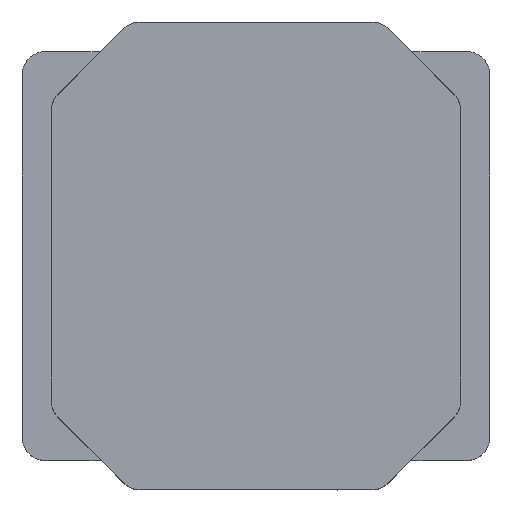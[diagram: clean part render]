
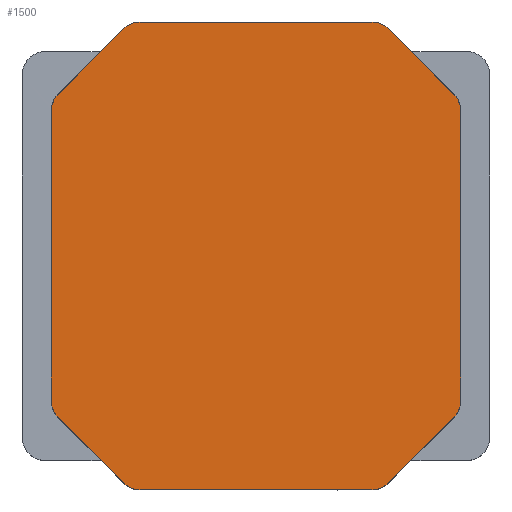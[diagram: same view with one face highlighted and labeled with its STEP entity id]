
A CAD part, top view. The second image highlights one B-rep face of the part: STEP entity #1500.
In plain terms, the highlighted face is planar.
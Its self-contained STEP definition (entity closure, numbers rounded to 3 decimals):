
#111=FACE_OUTER_BOUND('',#191,.T.);
#191=EDGE_LOOP('',(#1110,#1111,#1112,#1113,#1114,#1115,#1116,#1117,#1118,
#1119,#1120,#1121,#1122,#1123,#1124,#1125));
#284=CIRCLE('',#1626,0.2);
#285=CIRCLE('',#1627,0.2);
#286=CIRCLE('',#1628,0.2);
#287=CIRCLE('',#1629,0.2);
#288=CIRCLE('',#1630,0.2);
#289=CIRCLE('',#1631,0.2);
#290=CIRCLE('',#1632,0.2);
#291=CIRCLE('',#1633,0.2);
#359=LINE('',#2890,#493);
#362=LINE('',#2896,#496);
#365=LINE('',#2902,#499);
#367=LINE('',#2907,#501);
#371=LINE('',#2914,#505);
#374=LINE('',#2920,#508);
#377=LINE('',#2926,#511);
#380=LINE('',#2932,#514);
#493=VECTOR('',#1850,1000.);
#496=VECTOR('',#1855,1000.);
#499=VECTOR('',#1860,1000.);
#501=VECTOR('',#1864,1000.);
#505=VECTOR('',#1870,1000.);
#508=VECTOR('',#1875,1000.);
#511=VECTOR('',#1880,1000.);
#514=VECTOR('',#1885,1000.);
#656=VERTEX_POINT('',#2887);
#657=VERTEX_POINT('',#2889);
#658=VERTEX_POINT('',#2893);
#659=VERTEX_POINT('',#2895);
#660=VERTEX_POINT('',#2899);
#661=VERTEX_POINT('',#2901);
#662=VERTEX_POINT('',#2905);
#663=VERTEX_POINT('',#2906);
#664=VERTEX_POINT('',#2911);
#665=VERTEX_POINT('',#2913);
#666=VERTEX_POINT('',#2917);
#667=VERTEX_POINT('',#2919);
#668=VERTEX_POINT('',#2923);
#669=VERTEX_POINT('',#2925);
#670=VERTEX_POINT('',#2929);
#671=VERTEX_POINT('',#2931);
#827=EDGE_CURVE('',#657,#656,#359,.T.);
#830=EDGE_CURVE('',#659,#658,#362,.T.);
#833=EDGE_CURVE('',#661,#660,#365,.T.);
#835=EDGE_CURVE('',#662,#663,#367,.T.);
#839=EDGE_CURVE('',#665,#664,#371,.T.);
#842=EDGE_CURVE('',#667,#666,#374,.T.);
#845=EDGE_CURVE('',#669,#668,#377,.T.);
#848=EDGE_CURVE('',#671,#670,#380,.T.);
#850=EDGE_CURVE('',#660,#662,#284,.T.);
#851=EDGE_CURVE('',#663,#665,#285,.T.);
#852=EDGE_CURVE('',#664,#667,#286,.T.);
#853=EDGE_CURVE('',#666,#669,#287,.T.);
#854=EDGE_CURVE('',#668,#671,#288,.T.);
#855=EDGE_CURVE('',#670,#657,#289,.T.);
#856=EDGE_CURVE('',#656,#659,#290,.T.);
#857=EDGE_CURVE('',#658,#661,#291,.T.);
#1110=ORIENTED_EDGE('',*,*,#833,.T.);
#1111=ORIENTED_EDGE('',*,*,#850,.T.);
#1112=ORIENTED_EDGE('',*,*,#835,.T.);
#1113=ORIENTED_EDGE('',*,*,#851,.T.);
#1114=ORIENTED_EDGE('',*,*,#839,.T.);
#1115=ORIENTED_EDGE('',*,*,#852,.T.);
#1116=ORIENTED_EDGE('',*,*,#842,.T.);
#1117=ORIENTED_EDGE('',*,*,#853,.T.);
#1118=ORIENTED_EDGE('',*,*,#845,.T.);
#1119=ORIENTED_EDGE('',*,*,#854,.T.);
#1120=ORIENTED_EDGE('',*,*,#848,.T.);
#1121=ORIENTED_EDGE('',*,*,#855,.T.);
#1122=ORIENTED_EDGE('',*,*,#827,.T.);
#1123=ORIENTED_EDGE('',*,*,#856,.T.);
#1124=ORIENTED_EDGE('',*,*,#830,.T.);
#1125=ORIENTED_EDGE('',*,*,#857,.T.);
#1389=PLANE('',#1625);
#1500=ADVANCED_FACE('',(#111),#1389,.F.);
#1625=AXIS2_PLACEMENT_3D('',#2934,#1887,#1888);
#1626=AXIS2_PLACEMENT_3D('',#2935,#1889,#1890);
#1627=AXIS2_PLACEMENT_3D('',#2936,#1891,#1892);
#1628=AXIS2_PLACEMENT_3D('',#2937,#1893,#1894);
#1629=AXIS2_PLACEMENT_3D('',#2938,#1895,#1896);
#1630=AXIS2_PLACEMENT_3D('',#2939,#1897,#1898);
#1631=AXIS2_PLACEMENT_3D('',#2940,#1899,#1900);
#1632=AXIS2_PLACEMENT_3D('',#2941,#1901,#1902);
#1633=AXIS2_PLACEMENT_3D('',#2942,#1903,#1904);
#1850=DIRECTION('',(-0.707,0.,0.707));
#1855=DIRECTION('',(0.,0.,1.));
#1860=DIRECTION('',(0.707,0.,0.707));
#1864=DIRECTION('',(1.,0.,0.));
#1870=DIRECTION('',(0.707,0.,-0.707));
#1875=DIRECTION('',(0.,0.,-1.));
#1880=DIRECTION('',(-0.707,0.,-0.707));
#1885=DIRECTION('',(-1.,0.,0.));
#1887=DIRECTION('center_axis',(0.,-1.,0.));
#1888=DIRECTION('ref_axis',(0.,0.,-1.));
#1889=DIRECTION('center_axis',(0.,1.,0.));
#1890=DIRECTION('ref_axis',(0.,0.,-1.));
#1891=DIRECTION('center_axis',(0.,1.,0.));
#1892=DIRECTION('ref_axis',(0.,0.,-1.));
#1893=DIRECTION('center_axis',(0.,1.,0.));
#1894=DIRECTION('ref_axis',(0.,0.,-1.));
#1895=DIRECTION('center_axis',(0.,1.,0.));
#1896=DIRECTION('ref_axis',(0.,0.,-1.));
#1897=DIRECTION('center_axis',(0.,1.,0.));
#1898=DIRECTION('ref_axis',(0.,0.,-1.));
#1899=DIRECTION('center_axis',(0.,1.,0.));
#1900=DIRECTION('ref_axis',(0.,0.,-1.));
#1901=DIRECTION('center_axis',(0.,1.,0.));
#1902=DIRECTION('ref_axis',(0.,0.,-1.));
#1903=DIRECTION('center_axis',(0.,1.,0.));
#1904=DIRECTION('ref_axis',(0.,0.,-1.));
#2887=CARTESIAN_POINT('',(-1.691,1.7,-1.384));
#2889=CARTESIAN_POINT('',(-1.134,1.7,-1.941));
#2890=CARTESIAN_POINT('',(-1.75,1.7,-1.325));
#2893=CARTESIAN_POINT('',(-1.75,1.7,1.242));
#2895=CARTESIAN_POINT('',(-1.75,1.7,-1.242));
#2896=CARTESIAN_POINT('',(-1.75,1.7,1.325));
#2899=CARTESIAN_POINT('',(-1.134,1.7,1.941));
#2901=CARTESIAN_POINT('',(-1.691,1.7,1.384));
#2902=CARTESIAN_POINT('',(-1.075,1.7,2.));
#2905=CARTESIAN_POINT('',(-0.992,1.7,2.));
#2906=CARTESIAN_POINT('',(0.992,1.7,2.));
#2907=CARTESIAN_POINT('',(1.075,1.7,2.));
#2911=CARTESIAN_POINT('',(1.691,1.7,1.384));
#2913=CARTESIAN_POINT('',(1.134,1.7,1.941));
#2914=CARTESIAN_POINT('',(1.75,1.7,1.325));
#2917=CARTESIAN_POINT('',(1.75,1.7,-1.242));
#2919=CARTESIAN_POINT('',(1.75,1.7,1.242));
#2920=CARTESIAN_POINT('',(1.75,1.7,-1.325));
#2923=CARTESIAN_POINT('',(1.134,1.7,-1.941));
#2925=CARTESIAN_POINT('',(1.691,1.7,-1.384));
#2926=CARTESIAN_POINT('',(1.075,1.7,-2.));
#2929=CARTESIAN_POINT('',(-0.992,1.7,-2.));
#2931=CARTESIAN_POINT('',(0.992,1.7,-2.));
#2932=CARTESIAN_POINT('',(-1.075,1.7,-2.));
#2934=CARTESIAN_POINT('Origin',(0.,1.7,0.));
#2935=CARTESIAN_POINT('Origin',(-0.992,1.7,1.8));
#2936=CARTESIAN_POINT('Origin',(0.992,1.7,1.8));
#2937=CARTESIAN_POINT('Origin',(1.55,1.7,1.242));
#2938=CARTESIAN_POINT('Origin',(1.55,1.7,-1.242));
#2939=CARTESIAN_POINT('Origin',(0.992,1.7,-1.8));
#2940=CARTESIAN_POINT('Origin',(-0.992,1.7,-1.8));
#2941=CARTESIAN_POINT('Origin',(-1.55,1.7,-1.242));
#2942=CARTESIAN_POINT('Origin',(-1.55,1.7,1.242));
